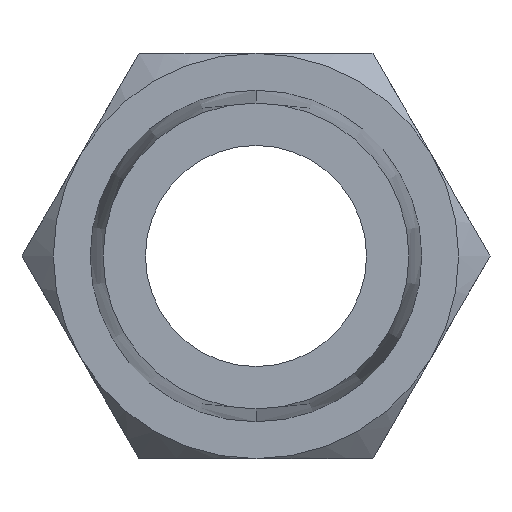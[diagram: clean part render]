
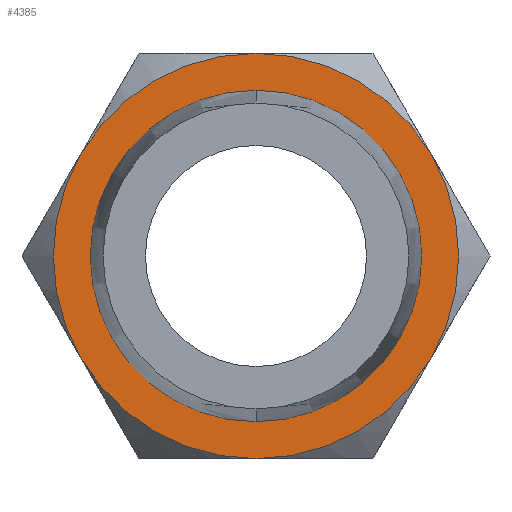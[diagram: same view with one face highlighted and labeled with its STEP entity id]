
A CAD part, left-side view. The second image highlights one B-rep face of the part: STEP entity #4385.
In plain terms, the highlighted planar face has unit normal (-1, 0, 0).
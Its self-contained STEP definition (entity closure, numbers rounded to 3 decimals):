
#16 = CARTESIAN_POINT ( 'NONE',  ( 14., 0., 0. ) ) ;
#57 = CIRCLE ( 'NONE', #1567, 4.5 ) ;
#97 = VERTEX_POINT ( 'NONE', #4951 ) ;
#124 = ORIENTED_EDGE ( 'NONE', *, *, #839, .F. ) ;
#162 = PLANE ( 'NONE',  #3757 ) ;
#183 = VERTEX_POINT ( 'NONE', #3821 ) ;
#187 = DIRECTION ( 'NONE',  ( 0., 0., -1. ) ) ;
#226 = AXIS2_PLACEMENT_3D ( 'NONE', #3090, #2713, #4243 ) ;
#341 = DIRECTION ( 'NONE',  ( 1., 0., 0. ) ) ;
#373 = VERTEX_POINT ( 'NONE', #3229 ) ;
#427 = EDGE_CURVE ( 'NONE', #183, #3297, #3974, .T. ) ;
#469 = ORIENTED_EDGE ( 'NONE', *, *, #2568, .F. ) ;
#536 = CIRCLE ( 'NONE', #1815, 4.5 ) ;
#541 = CIRCLE ( 'NONE', #4710, 5.5 ) ;
#618 = CIRCLE ( 'NONE', #1249, 5.5 ) ;
#839 = EDGE_CURVE ( 'NONE', #3297, #373, #618, .T. ) ;
#846 = AXIS2_PLACEMENT_3D ( 'NONE', #3441, #341, #1874 ) ;
#944 = DIRECTION ( 'NONE',  ( 0., 0., 1. ) ) ;
#1026 = DIRECTION ( 'NONE',  ( 0., 0., -1. ) ) ;
#1032 = CIRCLE ( 'NONE', #1666, 5.5 ) ;
#1114 = CIRCLE ( 'NONE', #2632, 5.5 ) ;
#1230 = DIRECTION ( 'NONE',  ( 1., 0., 0. ) ) ;
#1249 = AXIS2_PLACEMENT_3D ( 'NONE', #3335, #4890, #1026 ) ;
#1348 = CARTESIAN_POINT ( 'NONE',  ( 14., 0., 4.5 ) ) ;
#1445 = ORIENTED_EDGE ( 'NONE', *, *, #1858, .F. ) ;
#1453 = CARTESIAN_POINT ( 'NONE',  ( 14., 0., 0. ) ) ;
#1567 = AXIS2_PLACEMENT_3D ( 'NONE', #4028, #4004, #944 ) ;
#1598 = CARTESIAN_POINT ( 'NONE',  ( 14., 0., 0. ) ) ;
#1666 = AXIS2_PLACEMENT_3D ( 'NONE', #3809, #1230, #4608 ) ;
#1683 = DIRECTION ( 'NONE',  ( 1., 0., 0. ) ) ;
#1777 = ORIENTED_EDGE ( 'NONE', *, *, #3248, .F. ) ;
#1815 = AXIS2_PLACEMENT_3D ( 'NONE', #16, #2666, #3804 ) ;
#1851 = DIRECTION ( 'NONE',  ( 1., 0., 0. ) ) ;
#1858 = EDGE_CURVE ( 'NONE', #4748, #3806, #536, .T. ) ;
#1874 = DIRECTION ( 'NONE',  ( 0., 0., -1. ) ) ;
#2260 = VERTEX_POINT ( 'NONE', #3637 ) ;
#2369 = CIRCLE ( 'NONE', #226, 5.5 ) ;
#2392 = VERTEX_POINT ( 'NONE', #4151 ) ;
#2568 = EDGE_CURVE ( 'NONE', #2392, #2260, #2369, .T. ) ;
#2580 = ORIENTED_EDGE ( 'NONE', *, *, #427, .F. ) ;
#2627 = EDGE_CURVE ( 'NONE', #3806, #4748, #57, .T. ) ;
#2630 = DIRECTION ( 'NONE',  ( 0., 0., -1. ) ) ;
#2632 = AXIS2_PLACEMENT_3D ( 'NONE', #1598, #3135, #4662 ) ;
#2666 = DIRECTION ( 'NONE',  ( -1., 0., 0. ) ) ;
#2713 = DIRECTION ( 'NONE',  ( 1., 0., 0. ) ) ;
#2956 = EDGE_LOOP ( 'NONE', ( #3729, #1445 ) ) ;
#3090 = CARTESIAN_POINT ( 'NONE',  ( 14., 0., 0. ) ) ;
#3135 = DIRECTION ( 'NONE',  ( -1., 0., 0. ) ) ;
#3229 = CARTESIAN_POINT ( 'NONE',  ( 14., 4.763, 2.75 ) ) ;
#3248 = EDGE_CURVE ( 'NONE', #97, #2392, #541, .T. ) ;
#3297 = VERTEX_POINT ( 'NONE', #3832 ) ;
#3335 = CARTESIAN_POINT ( 'NONE',  ( 14., 0., 0. ) ) ;
#3441 = CARTESIAN_POINT ( 'NONE',  ( 14., 0., 0. ) ) ;
#3562 = FACE_BOUND ( 'NONE', #2956, .T. ) ;
#3637 = CARTESIAN_POINT ( 'NONE',  ( 14., -4.763, -2.75 ) ) ;
#3695 = EDGE_LOOP ( 'NONE', ( #2580, #4413, #469, #1777, #4384, #124 ) ) ;
#3729 = ORIENTED_EDGE ( 'NONE', *, *, #2627, .F. ) ;
#3757 = AXIS2_PLACEMENT_3D ( 'NONE', #3937, #1683, #187 ) ;
#3804 = DIRECTION ( 'NONE',  ( 0., 0., 1. ) ) ;
#3806 = VERTEX_POINT ( 'NONE', #1348 ) ;
#3809 = CARTESIAN_POINT ( 'NONE',  ( 14., 0., 0. ) ) ;
#3821 = CARTESIAN_POINT ( 'NONE',  ( 14., 0., -5.5 ) ) ;
#3832 = CARTESIAN_POINT ( 'NONE',  ( 14., 4.763, -2.75 ) ) ;
#3937 = CARTESIAN_POINT ( 'NONE',  ( 14., 0., 0. ) ) ;
#3974 = CIRCLE ( 'NONE', #846, 5.5 ) ;
#4004 = DIRECTION ( 'NONE',  ( -1., 0., 0. ) ) ;
#4028 = CARTESIAN_POINT ( 'NONE',  ( 14., 0., 0. ) ) ;
#4048 = CARTESIAN_POINT ( 'NONE',  ( 14., 0., -4.5 ) ) ;
#4151 = CARTESIAN_POINT ( 'NONE',  ( 14., -4.763, 2.75 ) ) ;
#4243 = DIRECTION ( 'NONE',  ( 0., 0., -1. ) ) ;
#4340 = FACE_OUTER_BOUND ( 'NONE', #3695, .T. ) ;
#4384 = ORIENTED_EDGE ( 'NONE', *, *, #4956, .T. ) ;
#4385 = ADVANCED_FACE ( 'NONE', ( #3562, #4340 ), #162, .F. ) ;
#4413 = ORIENTED_EDGE ( 'NONE', *, *, #4899, .F. ) ;
#4608 = DIRECTION ( 'NONE',  ( 0., 0., -1. ) ) ;
#4662 = DIRECTION ( 'NONE',  ( 0., 0., 1. ) ) ;
#4710 = AXIS2_PLACEMENT_3D ( 'NONE', #1453, #1851, #2630 ) ;
#4748 = VERTEX_POINT ( 'NONE', #4048 ) ;
#4890 = DIRECTION ( 'NONE',  ( 1., 0., 0. ) ) ;
#4899 = EDGE_CURVE ( 'NONE', #2260, #183, #1032, .T. ) ;
#4951 = CARTESIAN_POINT ( 'NONE',  ( 14., 0., 5.5 ) ) ;
#4956 = EDGE_CURVE ( 'NONE', #97, #373, #1114, .T. ) ;
